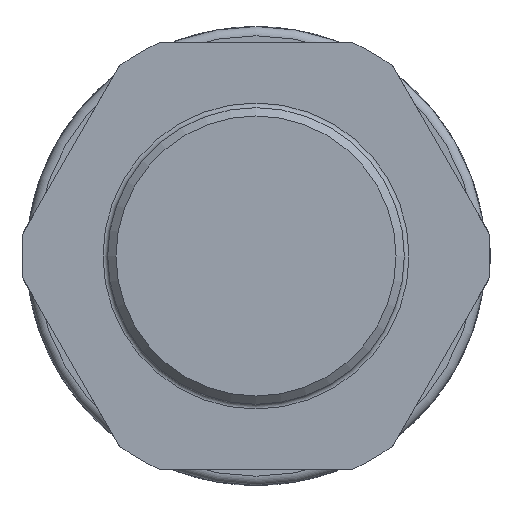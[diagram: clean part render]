
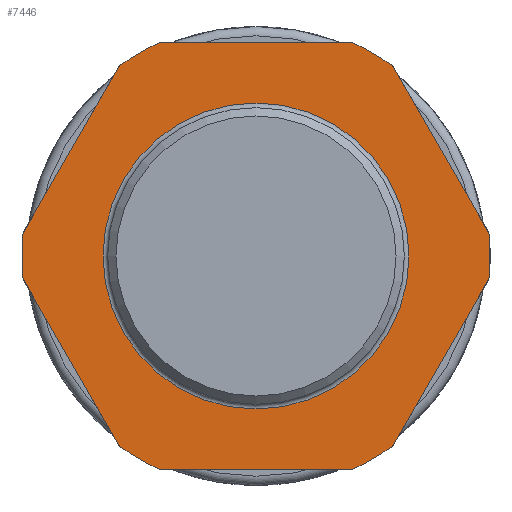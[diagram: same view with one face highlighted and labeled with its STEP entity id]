
A CAD part, left-side view. The second image highlights one B-rep face of the part: STEP entity #7446.
In plain terms, the highlighted planar face has unit normal (-1, 0, 0).
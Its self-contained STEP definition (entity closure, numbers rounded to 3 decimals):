
#287=LINE('',#11060,#519);
#290=LINE('',#11090,#522);
#293=LINE('',#11120,#525);
#296=LINE('',#11150,#528);
#299=LINE('',#11180,#531);
#302=LINE('',#11210,#534);
#519=VECTOR('',#8888,10.);
#522=VECTOR('',#8893,10.);
#525=VECTOR('',#8898,10.);
#528=VECTOR('',#8903,10.);
#531=VECTOR('',#8908,10.);
#534=VECTOR('',#8913,10.);
#1190=FACE_BOUND('',#1842,.T.);
#1396=FACE_OUTER_BOUND('',#1841,.T.);
#1841=EDGE_LOOP('',(#4770,#4771,#4772,#4773,#4774,#4775,#4776,#4777,#4778,
#4779,#4780,#4781));
#1842=EDGE_LOOP('',(#4782));
#2366=CIRCLE('',#7915,25.25);
#2367=CIRCLE('',#7917,25.25);
#2370=CIRCLE('',#7921,25.25);
#2372=CIRCLE('',#7924,25.25);
#2374=CIRCLE('',#7927,25.25);
#2375=CIRCLE('',#7929,25.25);
#2378=CIRCLE('',#7934,16.5);
#2809=VERTEX_POINT('',#11057);
#2810=VERTEX_POINT('',#11059);
#2813=VERTEX_POINT('',#11087);
#2814=VERTEX_POINT('',#11089);
#2817=VERTEX_POINT('',#11117);
#2818=VERTEX_POINT('',#11119);
#2821=VERTEX_POINT('',#11147);
#2822=VERTEX_POINT('',#11149);
#2825=VERTEX_POINT('',#11177);
#2826=VERTEX_POINT('',#11179);
#2829=VERTEX_POINT('',#11207);
#2830=VERTEX_POINT('',#11209);
#2832=VERTEX_POINT('',#11234);
#3597=EDGE_CURVE('',#2810,#2809,#287,.T.);
#3601=EDGE_CURVE('',#2814,#2813,#290,.T.);
#3605=EDGE_CURVE('',#2818,#2817,#293,.T.);
#3609=EDGE_CURVE('',#2822,#2821,#296,.T.);
#3613=EDGE_CURVE('',#2826,#2825,#299,.T.);
#3617=EDGE_CURVE('',#2830,#2829,#302,.T.);
#3620=EDGE_CURVE('',#2830,#2825,#2366,.T.);
#3621=EDGE_CURVE('',#2818,#2821,#2367,.T.);
#3624=EDGE_CURVE('',#2826,#2817,#2370,.T.);
#3626=EDGE_CURVE('',#2822,#2813,#2372,.T.);
#3628=EDGE_CURVE('',#2814,#2809,#2374,.T.);
#3629=EDGE_CURVE('',#2810,#2829,#2375,.T.);
#3632=EDGE_CURVE('',#2832,#2832,#2378,.T.);
#4770=ORIENTED_EDGE('',*,*,#3597,.T.);
#4771=ORIENTED_EDGE('',*,*,#3628,.F.);
#4772=ORIENTED_EDGE('',*,*,#3601,.T.);
#4773=ORIENTED_EDGE('',*,*,#3626,.F.);
#4774=ORIENTED_EDGE('',*,*,#3609,.T.);
#4775=ORIENTED_EDGE('',*,*,#3621,.F.);
#4776=ORIENTED_EDGE('',*,*,#3605,.T.);
#4777=ORIENTED_EDGE('',*,*,#3624,.F.);
#4778=ORIENTED_EDGE('',*,*,#3613,.T.);
#4779=ORIENTED_EDGE('',*,*,#3620,.F.);
#4780=ORIENTED_EDGE('',*,*,#3617,.T.);
#4781=ORIENTED_EDGE('',*,*,#3629,.F.);
#4782=ORIENTED_EDGE('',*,*,#3632,.T.);
#6921=PLANE('',#7933);
#7446=ADVANCED_FACE('',(#1396,#1190),#6921,.T.);
#7915=AXIS2_PLACEMENT_3D('',#11214,#8919,#8920);
#7917=AXIS2_PLACEMENT_3D('',#11216,#8923,#8924);
#7921=AXIS2_PLACEMENT_3D('',#11220,#8931,#8932);
#7924=AXIS2_PLACEMENT_3D('',#11223,#8937,#8938);
#7927=AXIS2_PLACEMENT_3D('',#11226,#8943,#8944);
#7929=AXIS2_PLACEMENT_3D('',#11228,#8947,#8948);
#7933=AXIS2_PLACEMENT_3D('',#11233,#8955,#8956);
#7934=AXIS2_PLACEMENT_3D('',#11235,#8957,#8958);
#8888=DIRECTION('',(0.,-0.5,-0.866));
#8893=DIRECTION('',(0.,-1.,0.));
#8898=DIRECTION('',(0.,0.5,0.866));
#8903=DIRECTION('',(0.,-0.5,0.866));
#8908=DIRECTION('',(0.,1.,0.));
#8913=DIRECTION('',(0.,0.5,-0.866));
#8919=DIRECTION('center_axis',(1.,0.,0.));
#8920=DIRECTION('ref_axis',(0.,0.,-1.));
#8923=DIRECTION('center_axis',(1.,0.,0.));
#8924=DIRECTION('ref_axis',(0.,0.,-1.));
#8931=DIRECTION('center_axis',(1.,0.,0.));
#8932=DIRECTION('ref_axis',(0.,0.,-1.));
#8937=DIRECTION('center_axis',(1.,0.,0.));
#8938=DIRECTION('ref_axis',(0.,0.,-1.));
#8943=DIRECTION('center_axis',(1.,0.,0.));
#8944=DIRECTION('ref_axis',(0.,0.,-1.));
#8947=DIRECTION('center_axis',(1.,0.,0.));
#8948=DIRECTION('ref_axis',(0.,0.,-1.));
#8955=DIRECTION('center_axis',(-1.,0.,0.));
#8956=DIRECTION('ref_axis',(0.,0.,1.));
#8957=DIRECTION('center_axis',(1.,0.,0.));
#8958=DIRECTION('ref_axis',(0.,0.,-1.));
#11057=CARTESIAN_POINT('',(1.78,14.709,-20.523));
#11059=CARTESIAN_POINT('',(1.78,25.128,-2.477));
#11060=CARTESIAN_POINT('',(1.78,25.68,-1.522));
#11087=CARTESIAN_POINT('',(1.78,-10.419,-23.));
#11089=CARTESIAN_POINT('',(1.78,10.419,-23.));
#11090=CARTESIAN_POINT('',(1.78,17.835,-23.));
#11117=CARTESIAN_POINT('',(1.78,-14.709,20.523));
#11119=CARTESIAN_POINT('',(1.78,-25.128,2.477));
#11120=CARTESIAN_POINT('',(1.78,-19.367,12.455));
#11147=CARTESIAN_POINT('',(1.78,-25.128,-2.477));
#11149=CARTESIAN_POINT('',(1.78,-14.709,-20.523));
#11150=CARTESIAN_POINT('',(1.78,-14.158,-21.478));
#11177=CARTESIAN_POINT('',(1.78,10.419,23.));
#11179=CARTESIAN_POINT('',(1.78,-10.419,23.));
#11180=CARTESIAN_POINT('',(1.78,7.415,23.));
#11207=CARTESIAN_POINT('',(1.78,25.128,2.477));
#11209=CARTESIAN_POINT('',(1.78,14.709,20.523));
#11210=CARTESIAN_POINT('',(1.78,20.47,10.545));
#11214=CARTESIAN_POINT('Origin',(1.78,0.,0.));
#11216=CARTESIAN_POINT('Origin',(1.78,0.,0.));
#11220=CARTESIAN_POINT('Origin',(1.78,0.,0.));
#11223=CARTESIAN_POINT('Origin',(1.78,0.,0.));
#11226=CARTESIAN_POINT('Origin',(1.78,0.,0.));
#11228=CARTESIAN_POINT('Origin',(1.78,0.,0.));
#11233=CARTESIAN_POINT('Origin',(1.78,25.25,0.));
#11234=CARTESIAN_POINT('',(1.78,16.5,0.));
#11235=CARTESIAN_POINT('Origin',(1.78,0.,0.));
